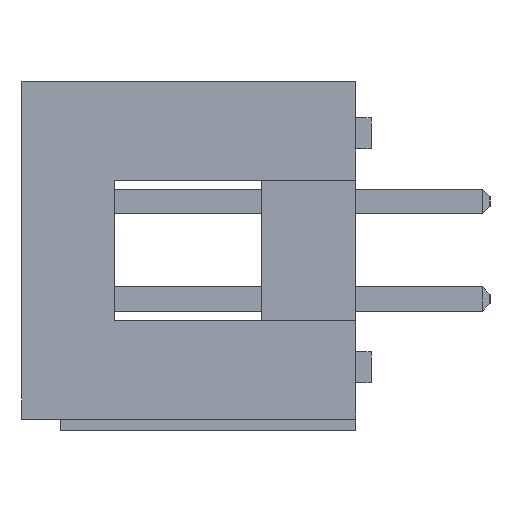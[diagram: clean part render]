
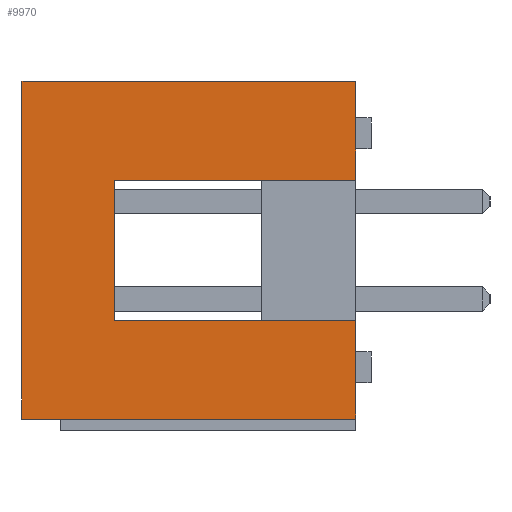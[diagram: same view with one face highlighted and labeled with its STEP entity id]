
A CAD part, left-side view. The second image highlights one B-rep face of the part: STEP entity #9970.
In plain terms, the highlighted planar face has unit normal (-1, 0, 0).
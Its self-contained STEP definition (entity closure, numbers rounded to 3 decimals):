
#53 = LINE ( 'NONE', #5543, #1150 ) ;
#82 = VERTEX_POINT ( 'NONE', #513 ) ;
#229 = CARTESIAN_POINT ( 'NONE',  ( -13.97, 9.1, 4.4 ) ) ;
#513 = CARTESIAN_POINT ( 'NONE',  ( -13.97, 0.4, -1.825 ) ) ;
#584 = ORIENTED_EDGE ( 'NONE', *, *, #4329, .T. ) ;
#590 = LINE ( 'NONE', #5930, #8668 ) ;
#829 = ORIENTED_EDGE ( 'NONE', *, *, #7314, .F. ) ;
#930 = CARTESIAN_POINT ( 'NONE',  ( -13.97, 6.7, -1.825 ) ) ;
#1083 = LINE ( 'NONE', #1675, #1720 ) ;
#1150 = VECTOR ( 'NONE', #1649, 1000. ) ;
#1509 = EDGE_CURVE ( 'NONE', #8952, #8340, #1083, .T. ) ;
#1510 = ORIENTED_EDGE ( 'NONE', *, *, #4287, .T. ) ;
#1513 = LINE ( 'NONE', #8012, #9441 ) ;
#1649 = DIRECTION ( 'NONE',  ( 0., 0., 1. ) ) ;
#1675 = CARTESIAN_POINT ( 'NONE',  ( -13.97, 9.1, 4.4 ) ) ;
#1720 = VECTOR ( 'NONE', #6295, 1000. ) ;
#1744 = EDGE_LOOP ( 'NONE', ( #6226, #584, #829, #6652, #5924, #7136, #1510, #8319 ) ) ;
#2043 = VECTOR ( 'NONE', #4919, 1000. ) ;
#2061 = VERTEX_POINT ( 'NONE', #8966 ) ;
#2272 = VERTEX_POINT ( 'NONE', #930 ) ;
#2495 = VERTEX_POINT ( 'NONE', #10064 ) ;
#2604 = CARTESIAN_POINT ( 'NONE',  ( -13.97, 9.1, 4.4 ) ) ;
#3211 = DIRECTION ( 'NONE',  ( 0., 1., 0. ) ) ;
#3278 = CARTESIAN_POINT ( 'NONE',  ( -13.97, 9.1, 4.4 ) ) ;
#3329 = AXIS2_PLACEMENT_3D ( 'NONE', #3278, #9586, #4903 ) ;
#3367 = PLANE ( 'NONE',  #3329 ) ;
#3401 = CARTESIAN_POINT ( 'NONE',  ( -13.97, 9.1, -4.4 ) ) ;
#3665 = DIRECTION ( 'NONE',  ( 0., -1., 0. ) ) ;
#4215 = DIRECTION ( 'NONE',  ( 0., 0., 1. ) ) ;
#4287 = EDGE_CURVE ( 'NONE', #82, #2272, #8513, .T. ) ;
#4329 = EDGE_CURVE ( 'NONE', #7734, #4332, #53, .T. ) ;
#4332 = VERTEX_POINT ( 'NONE', #9484 ) ;
#4334 = VECTOR ( 'NONE', #3211, 1000. ) ;
#4903 = DIRECTION ( 'NONE',  ( 0., 0., -1. ) ) ;
#4919 = DIRECTION ( 'NONE',  ( 0., -1., 0. ) ) ;
#5132 = DIRECTION ( 'NONE',  ( 0., 0., 1. ) ) ;
#5380 = EDGE_CURVE ( 'NONE', #2495, #82, #9108, .T. ) ;
#5543 = CARTESIAN_POINT ( 'NONE',  ( -13.97, 0.4, -4.7 ) ) ;
#5924 = ORIENTED_EDGE ( 'NONE', *, *, #8400, .T. ) ;
#5930 = CARTESIAN_POINT ( 'NONE',  ( -13.97, 9.1, -4.4 ) ) ;
#6226 = ORIENTED_EDGE ( 'NONE', *, *, #6913, .T. ) ;
#6295 = DIRECTION ( 'NONE',  ( 0., 0., 1. ) ) ;
#6422 = LINE ( 'NONE', #2604, #2043 ) ;
#6652 = ORIENTED_EDGE ( 'NONE', *, *, #1509, .F. ) ;
#6696 = CARTESIAN_POINT ( 'NONE',  ( -13.97, 0.4, 1.825 ) ) ;
#6913 = EDGE_CURVE ( 'NONE', #2061, #7734, #1513, .T. ) ;
#7033 = VECTOR ( 'NONE', #4215, 1000. ) ;
#7136 = ORIENTED_EDGE ( 'NONE', *, *, #5380, .T. ) ;
#7314 = EDGE_CURVE ( 'NONE', #8340, #4332, #6422, .T. ) ;
#7510 = VECTOR ( 'NONE', #5132, 1000. ) ;
#7734 = VERTEX_POINT ( 'NONE', #6696 ) ;
#8012 = CARTESIAN_POINT ( 'NONE',  ( -13.97, 2.85, 1.825 ) ) ;
#8298 = CARTESIAN_POINT ( 'NONE',  ( -13.97, 6.7, 1.825 ) ) ;
#8319 = ORIENTED_EDGE ( 'NONE', *, *, #10107, .T. ) ;
#8340 = VERTEX_POINT ( 'NONE', #229 ) ;
#8372 = FACE_OUTER_BOUND ( 'NONE', #1744, .T. ) ;
#8400 = EDGE_CURVE ( 'NONE', #8952, #2495, #590, .T. ) ;
#8513 = LINE ( 'NONE', #8695, #4334 ) ;
#8668 = VECTOR ( 'NONE', #3665, 1000. ) ;
#8695 = CARTESIAN_POINT ( 'NONE',  ( -13.97, 2.85, -1.825 ) ) ;
#8952 = VERTEX_POINT ( 'NONE', #3401 ) ;
#8966 = CARTESIAN_POINT ( 'NONE',  ( -13.97, 6.7, 1.825 ) ) ;
#9108 = LINE ( 'NONE', #9857, #7510 ) ;
#9441 = VECTOR ( 'NONE', #9569, 1000. ) ;
#9484 = CARTESIAN_POINT ( 'NONE',  ( -13.97, 0.4, 4.4 ) ) ;
#9569 = DIRECTION ( 'NONE',  ( 0., -1., 0. ) ) ;
#9573 = LINE ( 'NONE', #8298, #7033 ) ;
#9586 = DIRECTION ( 'NONE',  ( 1., 0., 0. ) ) ;
#9857 = CARTESIAN_POINT ( 'NONE',  ( -13.97, 0.4, -4.7 ) ) ;
#9970 = ADVANCED_FACE ( 'NONE', ( #8372 ), #3367, .F. ) ;
#10064 = CARTESIAN_POINT ( 'NONE',  ( -13.97, 0.4, -4.4 ) ) ;
#10107 = EDGE_CURVE ( 'NONE', #2272, #2061, #9573, .T. ) ;
